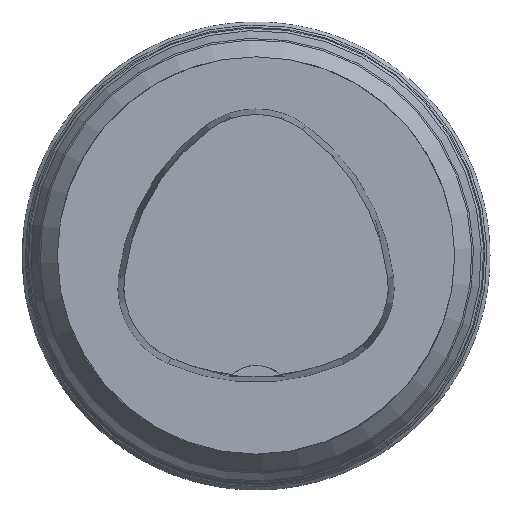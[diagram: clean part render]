
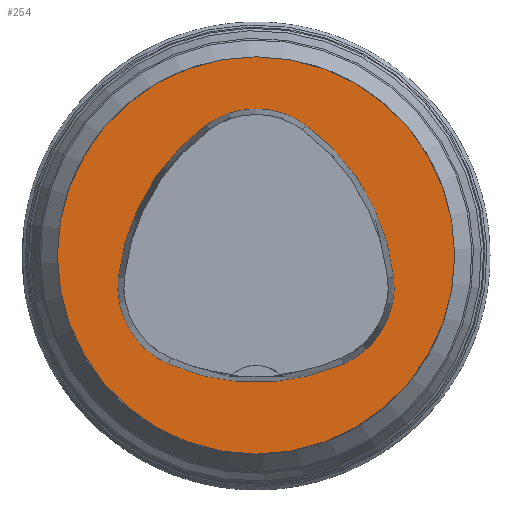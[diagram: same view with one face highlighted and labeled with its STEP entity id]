
A CAD part, top view. The second image highlights one B-rep face of the part: STEP entity #254.
In plain terms, the highlighted planar face has unit normal (0, 0, 1).
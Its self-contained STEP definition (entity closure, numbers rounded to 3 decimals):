
#223=FACE_BOUND('',#361,.T.);
#224=FACE_BOUND('',#362,.T.);
#254=ADVANCED_FACE('',(#223,#224),#273,.T.);
#273=PLANE('',#860);
#361=EDGE_LOOP('',(#470,#471,#472,#473,#474,#475));
#362=EDGE_LOOP('',(#476));
#470=ORIENTED_EDGE('',*,*,#626,.T.);
#471=ORIENTED_EDGE('',*,*,#606,.T.);
#472=ORIENTED_EDGE('',*,*,#610,.T.);
#473=ORIENTED_EDGE('',*,*,#613,.T.);
#474=ORIENTED_EDGE('',*,*,#616,.T.);
#475=ORIENTED_EDGE('',*,*,#624,.T.);
#476=ORIENTED_EDGE('',*,*,#597,.F.);
#543=VERTEX_POINT('',#1203);
#552=VERTEX_POINT('',#1222);
#553=VERTEX_POINT('',#1223);
#556=VERTEX_POINT('',#1231);
#558=VERTEX_POINT('',#1237);
#560=VERTEX_POINT('',#1243);
#567=VERTEX_POINT('',#1264);
#597=EDGE_CURVE('',#543,#543,#658,.T.);
#606=EDGE_CURVE('',#552,#553,#659,.T.);
#610=EDGE_CURVE('',#553,#556,#661,.T.);
#613=EDGE_CURVE('',#556,#558,#663,.T.);
#616=EDGE_CURVE('',#558,#560,#665,.T.);
#624=EDGE_CURVE('',#560,#567,#669,.T.);
#626=EDGE_CURVE('',#567,#552,#671,.T.);
#658=CIRCLE('',#832,40.);
#659=CIRCLE('',#838,44.);
#661=CIRCLE('',#841,17.);
#663=CIRCLE('',#844,44.);
#665=CIRCLE('',#847,17.);
#669=CIRCLE('',#852,44.);
#671=CIRCLE('',#855,17.);
#832=AXIS2_PLACEMENT_3D('',#1202,#992,#993);
#838=AXIS2_PLACEMENT_3D('',#1221,#1008,#1009);
#841=AXIS2_PLACEMENT_3D('',#1230,#1016,#1017);
#844=AXIS2_PLACEMENT_3D('',#1236,#1023,#1024);
#847=AXIS2_PLACEMENT_3D('',#1242,#1030,#1031);
#852=AXIS2_PLACEMENT_3D('',#1265,#1042,#1043);
#855=AXIS2_PLACEMENT_3D('',#1268,#1048,#1049);
#860=AXIS2_PLACEMENT_3D('',#1273,#1058,#1059);
#992=DIRECTION('',(0.,0.,-1.));
#993=DIRECTION('',(-1.,0.,0.));
#1008=DIRECTION('',(0.,0.,-1.));
#1009=DIRECTION('',(-1.,0.,0.));
#1016=DIRECTION('',(0.,0.,-1.));
#1017=DIRECTION('',(-1.,0.,0.));
#1023=DIRECTION('',(0.,0.,-1.));
#1024=DIRECTION('',(-1.,0.,0.));
#1030=DIRECTION('',(0.,0.,-1.));
#1031=DIRECTION('',(-1.,0.,0.));
#1042=DIRECTION('',(0.,0.,-1.));
#1043=DIRECTION('',(-1.,0.,0.));
#1048=DIRECTION('',(0.,0.,-1.));
#1049=DIRECTION('',(-1.,0.,0.));
#1058=DIRECTION('',(0.,0.,1.));
#1059=DIRECTION('',(1.,0.,0.));
#1202=CARTESIAN_POINT('',(0.,0.,
0.));
#1203=CARTESIAN_POINT('',(-40.,0.,0.));
#1221=CARTESIAN_POINT('',(16.01,-9.224,0.));
#1222=CARTESIAN_POINT('',(-27.722,-4.378,0.));
#1223=CARTESIAN_POINT('',(-10.119,26.178,0.));
#1230=CARTESIAN_POINT('',(-0.023,12.5,0.));
#1231=CARTESIAN_POINT('',(10.049,26.194,0.));
#1236=CARTESIAN_POINT('',(-16.021,-9.25,0.));
#1237=CARTESIAN_POINT('',(27.71,-4.394,0.));
#1242=CARTESIAN_POINT('',(10.814,-6.27,0.));
#1243=CARTESIAN_POINT('',(17.611,-21.852,0.));
#1264=CARTESIAN_POINT('',(-17.652,-21.819,0.));
#1265=CARTESIAN_POINT('',(0.017,18.477,0.));
#1268=CARTESIAN_POINT('',(-10.825,-6.25,0.));
#1273=CARTESIAN_POINT('',(0.,0.,
0.));
